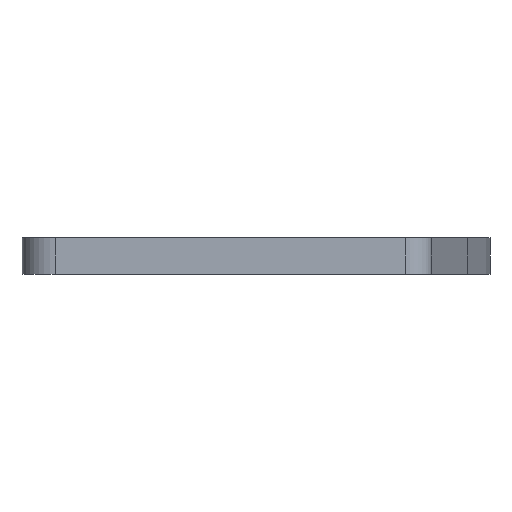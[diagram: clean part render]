
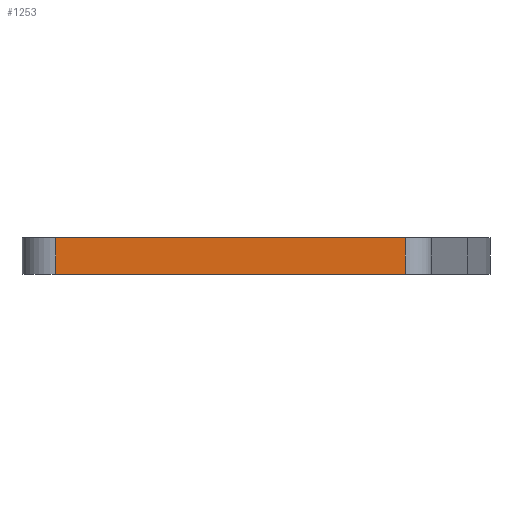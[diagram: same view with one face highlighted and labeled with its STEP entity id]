
A CAD part, left-side view. The second image highlights one B-rep face of the part: STEP entity #1253.
In plain terms, the highlighted planar face has unit normal (-1, 0, 0).
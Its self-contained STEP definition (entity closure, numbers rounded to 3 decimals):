
#644=CARTESIAN_POINT('',(-13.143,-16.145,11.));
#645=VERTEX_POINT('',#644);
#653=CARTESIAN_POINT('',(-13.143,-120.21,11.));
#654=VERTEX_POINT('',#653);
#655=CARTESIAN_POINT('',(-13.143,-16.145,11.));
#656=DIRECTION('',(0.,-1.,0.));
#657=VECTOR('',#656,104.065);
#658=LINE('',#655,#657);
#659=EDGE_CURVE('',#645,#654,#658,.T.);
#1223=CARTESIAN_POINT('',(-13.143,-67.178,11.));
#1224=DIRECTION('',(1.,0.,0.));
#1225=DIRECTION('',(0.,0.,-1.));
#1226=AXIS2_PLACEMENT_3D('',#1223,#1224,#1225);
#1227=PLANE('',#1226);
#1228=CARTESIAN_POINT('',(-13.143,-16.145,0.));
#1229=VERTEX_POINT('',#1228);
#1230=CARTESIAN_POINT('',(-13.143,-120.21,0.));
#1231=VERTEX_POINT('',#1230);
#1232=CARTESIAN_POINT('',(-13.143,-16.145,0.));
#1233=DIRECTION('',(0.,-1.,0.));
#1234=VECTOR('',#1233,104.065);
#1235=LINE('',#1232,#1234);
#1236=EDGE_CURVE('',#1229,#1231,#1235,.T.);
#1237=ORIENTED_EDGE('',*,*,#1236,.T.);
#1238=CARTESIAN_POINT('',(-13.143,-120.21,0.));
#1239=DIRECTION('',(0.,0.,1.));
#1240=VECTOR('',#1239,11.);
#1241=LINE('',#1238,#1240);
#1242=EDGE_CURVE('',#1231,#654,#1241,.T.);
#1243=ORIENTED_EDGE('',*,*,#1242,.T.);
#1244=ORIENTED_EDGE('',*,*,#659,.F.);
#1245=CARTESIAN_POINT('',(-13.143,-16.145,11.));
#1246=DIRECTION('',(0.,0.,-1.));
#1247=VECTOR('',#1246,11.);
#1248=LINE('',#1245,#1247);
#1249=EDGE_CURVE('',#645,#1229,#1248,.T.);
#1250=ORIENTED_EDGE('',*,*,#1249,.T.);
#1251=EDGE_LOOP('',(#1237,#1243,#1244,#1250));
#1252=FACE_BOUND('',#1251,.T.);
#1253=ADVANCED_FACE('',(#1252),#1227,.F.);
